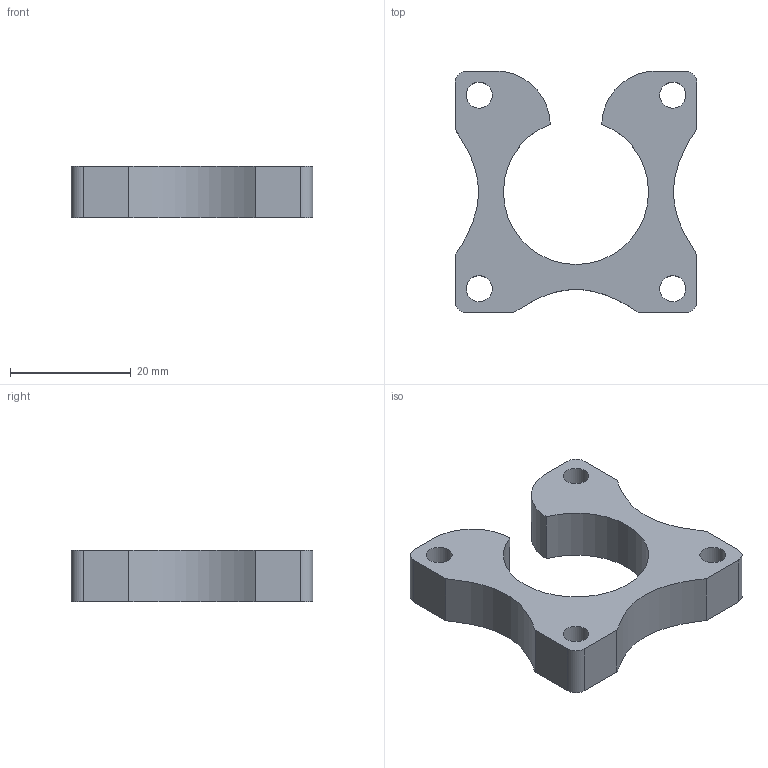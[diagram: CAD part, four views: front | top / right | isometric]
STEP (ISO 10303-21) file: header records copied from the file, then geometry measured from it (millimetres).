
FILE_DESCRIPTION(/* description */ (''),/* implementation_level */ '2;1');
FILE_NAME(/* name */ 'Reactor Midplate.step',/* time_stamp */ '2022-10-31T07:03:43Z',/* author */ (''),/* organization */ (''),/* preprocessor_version */ 'ST-DEVELOPER v19.2',/* originating_system */ 'Autodesk Translation Framework v11.17.0.187',/* authorisation */ '');
FILE_SCHEMA (('AUTOMOTIVE_DESIGN { 1 0 10303 214 3 1 1 }'));
Length unit declared in the file: millimetre
Products named in the file (1): Reactor Midplate
Bounding box: 40 x 40 x 8.5 mm (x, y, z)
Volume: 6987.5 mm3; surface area: 4056.8 mm2
Topology: 1 solids, 1 shells, 24 faces, 66 edges, 44 vertices
Faces by surface type: cylinder 11, plane 10, bspline 3
Full cylindrical faces by diameter (mm): 4.3 x4
Entity records: 935 total; most frequent: CARTESIAN_POINT 282, ORIENTED_EDGE 132, DIRECTION 120, EDGE_CURVE 66, VERTEX_POINT 44, AXIS2_PLACEMENT_3D 44, EDGE_LOOP 32, LINE 32
